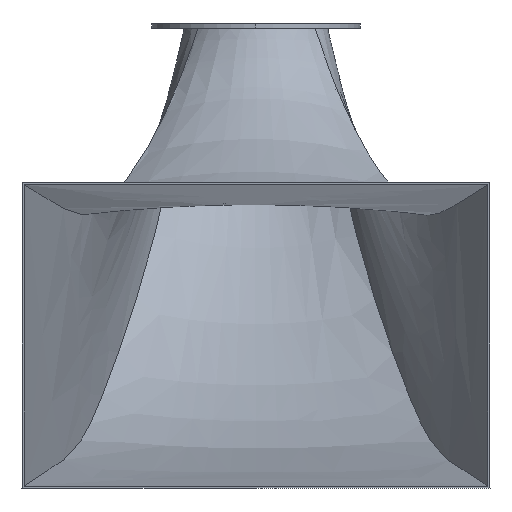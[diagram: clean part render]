
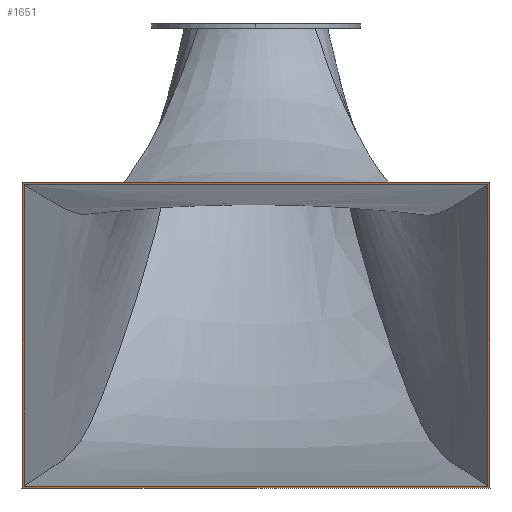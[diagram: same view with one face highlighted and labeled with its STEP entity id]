
A CAD part, top view. The second image highlights one B-rep face of the part: STEP entity #1651.
In plain terms, the highlighted free-form (B-spline) face has degree [1, 1] with [2, 2] control points.
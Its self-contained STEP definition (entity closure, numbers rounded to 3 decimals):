
#1651 = ADVANCED_FACE('',(#1652,#1682),#1724,.T.);
#1652 = FACE_BOUND('',#1653,.T.);
#1653 = EDGE_LOOP('',(#1654,#1663,#1670,#1677));
#1654 = ORIENTED_EDGE('',*,*,#1655,.F.);
#1655 = EDGE_CURVE('',#1656,#1658,#1660,.T.);
#1656 = VERTEX_POINT('',#1657);
#1657 = CARTESIAN_POINT('',(1369.82,-2739.64,
    3424.55));
#1658 = VERTEX_POINT('',#1659);
#1659 = CARTESIAN_POINT('',(1369.82,-958.874,
    3424.55));
#1660 = B_SPLINE_CURVE_WITH_KNOTS('',1,(#1661,#1662),.UNSPECIFIED.,.F.,
  .F.,(2,2),(-1300.,0.),.PIECEWISE_BEZIER_KNOTS.);
#1661 = CARTESIAN_POINT('',(1369.82,-2739.64,
    3424.55));
#1662 = CARTESIAN_POINT('',(1369.82,-958.874,
    3424.55));
#1663 = ORIENTED_EDGE('',*,*,#1664,.F.);
#1664 = EDGE_CURVE('',#1665,#1656,#1667,.T.);
#1665 = VERTEX_POINT('',#1666);
#1666 = CARTESIAN_POINT('',(-1369.82,-2739.64,
    3424.55));
#1667 = B_SPLINE_CURVE_WITH_KNOTS('',1,(#1668,#1669),.UNSPECIFIED.,.F.,
  .F.,(2,2),(0.,2000.),.PIECEWISE_BEZIER_KNOTS.);
#1668 = CARTESIAN_POINT('',(-1369.82,-2739.64,
    3424.55));
#1669 = CARTESIAN_POINT('',(1369.82,-2739.64,
    3424.55));
#1670 = ORIENTED_EDGE('',*,*,#1671,.F.);
#1671 = EDGE_CURVE('',#1672,#1665,#1674,.T.);
#1672 = VERTEX_POINT('',#1673);
#1673 = CARTESIAN_POINT('',(-1369.82,-958.874,
    3424.55));
#1674 = B_SPLINE_CURVE_WITH_KNOTS('',1,(#1675,#1676),.UNSPECIFIED.,.F.,
  .F.,(2,2),(0.,1300.),.PIECEWISE_BEZIER_KNOTS.);
#1675 = CARTESIAN_POINT('',(-1369.82,-958.874,
    3424.55));
#1676 = CARTESIAN_POINT('',(-1369.82,-2739.64,
    3424.55));
#1677 = ORIENTED_EDGE('',*,*,#1678,.F.);
#1678 = EDGE_CURVE('',#1658,#1672,#1679,.T.);
#1679 = B_SPLINE_CURVE_WITH_KNOTS('',1,(#1680,#1681),.UNSPECIFIED.,.F.,
  .F.,(2,2),(-2000.,-0.),.PIECEWISE_BEZIER_KNOTS.);
#1680 = CARTESIAN_POINT('',(1369.82,-958.874,
    3424.55));
#1681 = CARTESIAN_POINT('',(-1369.82,-958.874,
    3424.55));
#1682 = FACE_BOUND('',#1683,.T.);
#1683 = EDGE_LOOP('',(#1684,#1695,#1706,#1715));
#1684 = ORIENTED_EDGE('',*,*,#1685,.T.);
#1685 = EDGE_CURVE('',#1686,#1688,#1690,.T.);
#1686 = VERTEX_POINT('',#1687);
#1687 = CARTESIAN_POINT('',(1383.95,-2753.514,
    3424.55));
#1688 = VERTEX_POINT('',#1689);
#1689 = CARTESIAN_POINT('',(1383.894,-945.03,
    3424.55));
#1690 = B_SPLINE_CURVE_WITH_KNOTS('',3,(#1691,#1692,#1693,#1694),
  .UNSPECIFIED.,.F.,.F.,(4,4),(0.,1.32),
  .PIECEWISE_BEZIER_KNOTS.);
#1691 = CARTESIAN_POINT('',(1383.95,-2753.514,
    3424.55));
#1692 = CARTESIAN_POINT('',(1383.844,-2150.686,
    3424.55));
#1693 = CARTESIAN_POINT('',(1383.835,-1547.858,
    3424.55));
#1694 = CARTESIAN_POINT('',(1383.894,-945.03,
    3424.55));
#1695 = ORIENTED_EDGE('',*,*,#1696,.T.);
#1696 = EDGE_CURVE('',#1688,#1697,#1699,.T.);
#1697 = VERTEX_POINT('',#1698);
#1698 = CARTESIAN_POINT('',(-1383.899,-945.034,
    3424.55));
#1699 = B_SPLINE_CURVE_WITH_KNOTS('',3,(#1700,#1701,#1702,#1703,#1704,
    #1705),.UNSPECIFIED.,.F.,.F.,(4,2,4),(0.,
    1.01,2.021),.UNSPECIFIED.);
#1700 = CARTESIAN_POINT('',(1383.894,-945.03,
    3424.55));
#1701 = CARTESIAN_POINT('',(922.595,-945.087,
    3424.55));
#1702 = CARTESIAN_POINT('',(461.297,-945.105,
    3424.55));
#1703 = CARTESIAN_POINT('',(-461.301,-945.106,
    3424.55));
#1704 = CARTESIAN_POINT('',(-922.6,-945.089,
    3424.55));
#1705 = CARTESIAN_POINT('',(-1383.899,-945.034,
    3424.55));
#1706 = ORIENTED_EDGE('',*,*,#1707,.T.);
#1707 = EDGE_CURVE('',#1697,#1708,#1710,.T.);
#1708 = VERTEX_POINT('',#1709);
#1709 = CARTESIAN_POINT('',(-1383.945,-2753.519,
    3424.55));
#1710 = B_SPLINE_CURVE_WITH_KNOTS('',3,(#1711,#1712,#1713,#1714),
  .UNSPECIFIED.,.F.,.F.,(4,4),(0.,1.32),
  .PIECEWISE_BEZIER_KNOTS.);
#1711 = CARTESIAN_POINT('',(-1383.899,-945.034,
    3424.55));
#1712 = CARTESIAN_POINT('',(-1383.836,-1547.862,
    3424.55));
#1713 = CARTESIAN_POINT('',(-1383.843,-2150.691,
    3424.55));
#1714 = CARTESIAN_POINT('',(-1383.945,-2753.519,
    3424.55));
#1715 = ORIENTED_EDGE('',*,*,#1716,.T.);
#1716 = EDGE_CURVE('',#1708,#1686,#1717,.T.);
#1717 = B_SPLINE_CURVE_WITH_KNOTS('',3,(#1718,#1719,#1720,#1721,#1722,
    #1723),.UNSPECIFIED.,.F.,.F.,(4,2,4),(0.,1.01,
    2.021),.UNSPECIFIED.);
#1718 = CARTESIAN_POINT('',(-1383.945,-2753.519,
    3424.55));
#1719 = CARTESIAN_POINT('',(-922.629,-2753.452,
    3424.55));
#1720 = CARTESIAN_POINT('',(-461.313,-2753.43,
    3424.55));
#1721 = CARTESIAN_POINT('',(461.318,-2753.428,
    3424.55));
#1722 = CARTESIAN_POINT('',(922.634,-2753.449,
    3424.55));
#1723 = CARTESIAN_POINT('',(1383.95,-2753.514,
    3424.55));
#1724 = B_SPLINE_SURFACE_WITH_KNOTS('',1,1,(
    (#1725,#1726)
    ,(#1727,#1728
    )),.UNSPECIFIED.,.F.,.F.,.F.,(2,2),(2,2),(-1010.311,
    1010.315),(-2010.132,-689.894),
  .PIECEWISE_BEZIER_KNOTS.);
#1725 = CARTESIAN_POINT('',(-1383.945,-2753.519,
    3424.55));
#1726 = CARTESIAN_POINT('',(-1383.945,-945.03,
    3424.55));
#1727 = CARTESIAN_POINT('',(1383.95,-2753.519,
    3424.55));
#1728 = CARTESIAN_POINT('',(1383.95,-945.03,
    3424.55));
